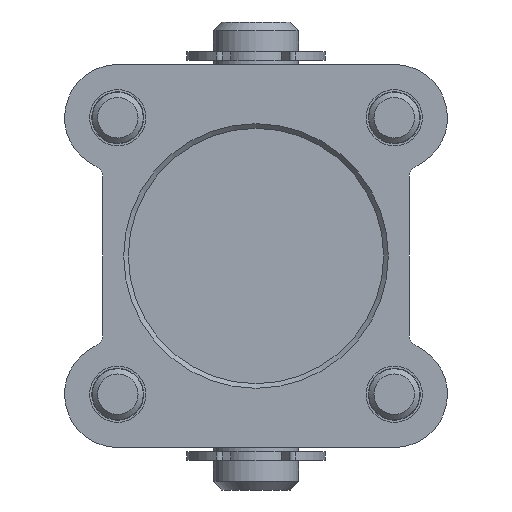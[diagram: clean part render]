
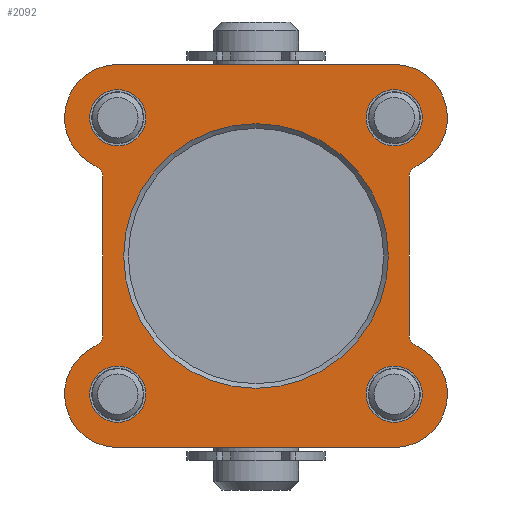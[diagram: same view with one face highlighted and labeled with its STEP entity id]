
A CAD part, front view. The second image highlights one B-rep face of the part: STEP entity #2092.
In plain terms, the highlighted planar face has unit normal (0, -1, 0).
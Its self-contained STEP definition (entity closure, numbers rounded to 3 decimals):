
#160=CIRCLE('',#2285,6.25);
#162=CIRCLE('',#2288,1.35);
#164=CIRCLE('',#2292,1.35);
#166=CIRCLE('',#2295,6.25);
#168=CIRCLE('',#2298,6.25);
#170=CIRCLE('',#2301,1.35);
#172=CIRCLE('',#2305,1.35);
#175=CIRCLE('',#2309,3.3);
#177=CIRCLE('',#2312,3.3);
#179=CIRCLE('',#2315,3.3);
#181=CIRCLE('',#2318,3.3);
#182=CIRCLE('',#2320,6.25);
#184=CIRCLE('',#2323,15.55);
#291=LINE('',#3327,#427);
#298=LINE('',#3346,#434);
#317=LINE('',#3410,#453);
#326=LINE('',#3442,#462);
#427=VECTOR('',#2579,1000.);
#434=VECTOR('',#2592,1000.);
#453=VECTOR('',#2651,1000.);
#462=VECTOR('',#2686,1000.);
#669=ORIENTED_EDGE('',*,*,#1233,.F.);
#670=ORIENTED_EDGE('',*,*,#1230,.T.);
#671=ORIENTED_EDGE('',*,*,#1228,.T.);
#672=ORIENTED_EDGE('',*,*,#1226,.T.);
#673=ORIENTED_EDGE('',*,*,#1224,.T.);
#674=ORIENTED_EDGE('',*,*,#1156,.F.);
#675=ORIENTED_EDGE('',*,*,#1231,.F.);
#676=ORIENTED_EDGE('',*,*,#1220,.T.);
#677=ORIENTED_EDGE('',*,*,#1214,.F.);
#678=ORIENTED_EDGE('',*,*,#1211,.T.);
#679=ORIENTED_EDGE('',*,*,#1208,.F.);
#680=ORIENTED_EDGE('',*,*,#1165,.F.);
#681=ORIENTED_EDGE('',*,*,#1206,.F.);
#682=ORIENTED_EDGE('',*,*,#1203,.T.);
#683=ORIENTED_EDGE('',*,*,#1197,.F.);
#684=ORIENTED_EDGE('',*,*,#1194,.T.);
#685=ORIENTED_EDGE('',*,*,#1191,.F.);
#1156=EDGE_CURVE('',#1447,#1448,#291,.T.);
#1165=EDGE_CURVE('',#1456,#1457,#298,.T.);
#1191=EDGE_CURVE('',#1448,#1478,#160,.T.);
#1194=EDGE_CURVE('',#1480,#1478,#162,.T.);
#1197=EDGE_CURVE('',#1480,#1482,#317,.T.);
#1203=EDGE_CURVE('',#1486,#1482,#164,.T.);
#1206=EDGE_CURVE('',#1486,#1456,#166,.T.);
#1208=EDGE_CURVE('',#1457,#1488,#168,.T.);
#1211=EDGE_CURVE('',#1490,#1488,#170,.T.);
#1214=EDGE_CURVE('',#1490,#1492,#326,.T.);
#1220=EDGE_CURVE('',#1496,#1492,#172,.T.);
#1224=EDGE_CURVE('',#1499,#1499,#175,.T.);
#1226=EDGE_CURVE('',#1501,#1501,#177,.T.);
#1228=EDGE_CURVE('',#1503,#1503,#179,.T.);
#1230=EDGE_CURVE('',#1505,#1505,#181,.T.);
#1231=EDGE_CURVE('',#1496,#1447,#182,.T.);
#1233=EDGE_CURVE('',#1506,#1506,#184,.T.);
#1447=VERTEX_POINT('',#3326);
#1448=VERTEX_POINT('',#3328);
#1456=VERTEX_POINT('',#3345);
#1457=VERTEX_POINT('',#3347);
#1478=VERTEX_POINT('',#3399);
#1480=VERTEX_POINT('',#3405);
#1482=VERTEX_POINT('',#3411);
#1486=VERTEX_POINT('',#3422);
#1488=VERTEX_POINT('',#3431);
#1490=VERTEX_POINT('',#3437);
#1492=VERTEX_POINT('',#3443);
#1496=VERTEX_POINT('',#3454);
#1499=VERTEX_POINT('',#3462);
#1501=VERTEX_POINT('',#3467);
#1503=VERTEX_POINT('',#3472);
#1505=VERTEX_POINT('',#3477);
#1506=VERTEX_POINT('',#3483);
#1670=EDGE_LOOP('',(#669));
#1671=EDGE_LOOP('',(#670));
#1672=EDGE_LOOP('',(#671));
#1673=EDGE_LOOP('',(#672));
#1674=EDGE_LOOP('',(#673));
#1675=EDGE_LOOP('',(#674,#675,#676,#677,#678,#679,#680,#681,#682,#683,#684,
#685));
#1856=FACE_BOUND('',#1670,.T.);
#1857=FACE_BOUND('',#1671,.T.);
#1858=FACE_BOUND('',#1672,.T.);
#1859=FACE_BOUND('',#1673,.T.);
#1860=FACE_BOUND('',#1674,.T.);
#1861=FACE_BOUND('',#1675,.T.);
#2022=PLANE('',#2322);
#2092=ADVANCED_FACE('',(#1856,#1857,#1858,#1859,#1860,#1861),#2022,.F.);
#2285=AXIS2_PLACEMENT_3D('',#3398,#2637,#2638);
#2288=AXIS2_PLACEMENT_3D('',#3404,#2644,#2645);
#2292=AXIS2_PLACEMENT_3D('',#3421,#2659,#2660);
#2295=AXIS2_PLACEMENT_3D('',#3427,#2666,#2667);
#2298=AXIS2_PLACEMENT_3D('',#3430,#2672,#2673);
#2301=AXIS2_PLACEMENT_3D('',#3436,#2679,#2680);
#2305=AXIS2_PLACEMENT_3D('',#3453,#2694,#2695);
#2309=AXIS2_PLACEMENT_3D('',#3461,#2703,#2704);
#2312=AXIS2_PLACEMENT_3D('',#3466,#2709,#2710);
#2315=AXIS2_PLACEMENT_3D('',#3471,#2715,#2716);
#2318=AXIS2_PLACEMENT_3D('',#3476,#2721,#2722);
#2320=AXIS2_PLACEMENT_3D('',#3479,#2725,#2726);
#2322=AXIS2_PLACEMENT_3D('',#3481,#2729,#2730);
#2323=AXIS2_PLACEMENT_3D('',#3482,#2731,#2732);
#2579=DIRECTION('',(-1.,0.,0.));
#2592=DIRECTION('',(1.,0.,0.));
#2637=DIRECTION('',(0.,1.,0.));
#2638=DIRECTION('',(1.,0.,0.));
#2644=DIRECTION('',(0.,1.,0.));
#2645=DIRECTION('',(1.,0.,0.));
#2651=DIRECTION('',(0.,0.,1.));
#2659=DIRECTION('',(0.,1.,0.));
#2660=DIRECTION('',(1.,0.,0.));
#2666=DIRECTION('',(0.,1.,0.));
#2667=DIRECTION('',(1.,0.,0.));
#2672=DIRECTION('',(0.,1.,0.));
#2673=DIRECTION('',(1.,0.,0.));
#2679=DIRECTION('',(0.,1.,0.));
#2680=DIRECTION('',(1.,0.,0.));
#2686=DIRECTION('',(0.,0.,-1.));
#2694=DIRECTION('',(0.,1.,0.));
#2695=DIRECTION('',(1.,0.,0.));
#2703=DIRECTION('',(0.,1.,0.));
#2704=DIRECTION('',(1.,0.,0.));
#2709=DIRECTION('',(0.,1.,0.));
#2710=DIRECTION('',(1.,0.,0.));
#2715=DIRECTION('',(0.,1.,0.));
#2716=DIRECTION('',(1.,0.,0.));
#2721=DIRECTION('',(0.,1.,0.));
#2722=DIRECTION('',(1.,0.,0.));
#2725=DIRECTION('',(0.,1.,0.));
#2726=DIRECTION('',(1.,0.,0.));
#2729=DIRECTION('',(0.,1.,0.));
#2730=DIRECTION('',(0.,0.,1.));
#2731=DIRECTION('',(0.,-1.,0.));
#2732=DIRECTION('',(0.,0.,-1.));
#3326=CARTESIAN_POINT('',(16.25,0.,-22.5));
#3327=CARTESIAN_POINT('',(16.25,0.,-22.5));
#3328=CARTESIAN_POINT('',(-16.25,0.,-22.5));
#3345=CARTESIAN_POINT('',(-16.25,0.,22.5));
#3346=CARTESIAN_POINT('',(-16.25,0.,22.5));
#3347=CARTESIAN_POINT('',(16.25,0.,22.5));
#3398=CARTESIAN_POINT('',(-16.25,0.,-16.25));
#3399=CARTESIAN_POINT('',(-18.79,0.,-10.539));
#3404=CARTESIAN_POINT('',(-19.339,0.,-9.306));
#3405=CARTESIAN_POINT('',(-17.989,0.,-9.306));
#3410=CARTESIAN_POINT('',(-17.989,0.,-9.306));
#3411=CARTESIAN_POINT('',(-17.989,0.,9.306));
#3421=CARTESIAN_POINT('',(-19.339,0.,9.306));
#3422=CARTESIAN_POINT('',(-18.79,0.,10.539));
#3427=CARTESIAN_POINT('',(-16.25,0.,16.25));
#3430=CARTESIAN_POINT('',(16.25,0.,16.25));
#3431=CARTESIAN_POINT('',(18.79,0.,10.539));
#3436=CARTESIAN_POINT('',(19.339,0.,9.306));
#3437=CARTESIAN_POINT('',(17.989,0.,9.306));
#3442=CARTESIAN_POINT('',(17.989,0.,9.306));
#3443=CARTESIAN_POINT('',(17.989,0.,-9.306));
#3453=CARTESIAN_POINT('',(19.339,0.,-9.306));
#3454=CARTESIAN_POINT('',(18.79,0.,-10.539));
#3461=CARTESIAN_POINT('',(16.25,0.,-16.25));
#3462=CARTESIAN_POINT('',(19.55,0.,-16.25));
#3466=CARTESIAN_POINT('',(16.25,0.,16.25));
#3467=CARTESIAN_POINT('',(19.55,0.,16.25));
#3471=CARTESIAN_POINT('',(-16.25,0.,-16.25));
#3472=CARTESIAN_POINT('',(-12.95,0.,-16.25));
#3476=CARTESIAN_POINT('',(-16.25,0.,16.25));
#3477=CARTESIAN_POINT('',(-12.95,0.,16.25));
#3479=CARTESIAN_POINT('',(16.25,0.,-16.25));
#3481=CARTESIAN_POINT('',(-16.25,0.,-16.25));
#3482=CARTESIAN_POINT('',(0.,0.,0.));
#3483=CARTESIAN_POINT('',(0.,0.,-15.55));
